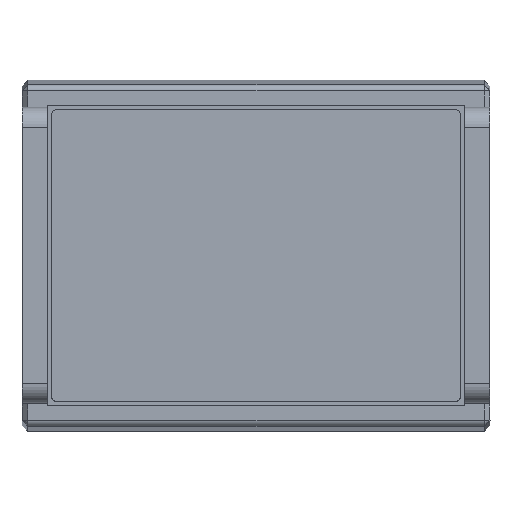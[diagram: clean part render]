
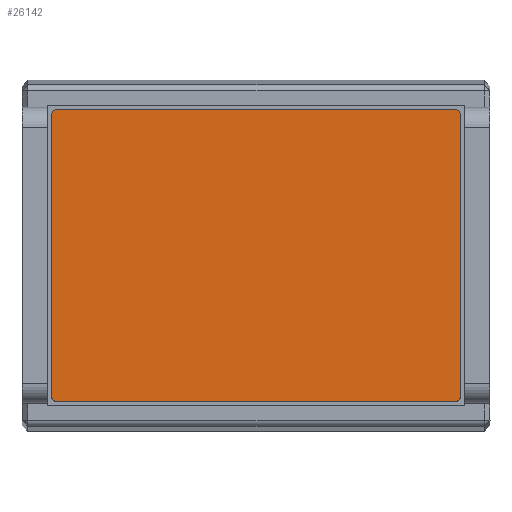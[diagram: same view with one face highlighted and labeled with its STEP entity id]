
A CAD part, top view. The second image highlights one B-rep face of the part: STEP entity #26142.
In plain terms, the highlighted planar face has unit normal (0, 0, 1).
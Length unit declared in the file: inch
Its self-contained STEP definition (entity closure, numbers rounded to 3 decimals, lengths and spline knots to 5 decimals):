
#598 = ORIENTED_EDGE ( 'NONE', *, *, #23617, .F. ) ;
#606 = CARTESIAN_POINT ( 'NONE',  ( -0.41339, -0.28346, 0.37402 ) ) ;
#818 = DIRECTION ( 'NONE',  ( -1., 0., 0. ) ) ;
#1288 = CARTESIAN_POINT ( 'NONE',  ( 0.40157, -0.28346, 0.37402 ) ) ;
#1605 = VERTEX_POINT ( 'NONE', #606 ) ;
#1732 = LINE ( 'NONE', #10125, #21039 ) ;
#2920 = LINE ( 'NONE', #11305, #23746 ) ;
#3630 = EDGE_CURVE ( 'NONE', #22816, #7555, #1732, .T. ) ;
#3794 = ORIENTED_EDGE ( 'NONE', *, *, #7552, .F. ) ;
#4571 = CARTESIAN_POINT ( 'NONE',  ( 0.41339, -0.28346, 0.37402 ) ) ;
#4946 = LINE ( 'NONE', #13196, #5334 ) ;
#5196 = CARTESIAN_POINT ( 'NONE',  ( 0.40157, -0.29528, 0.37402 ) ) ;
#5223 = LINE ( 'NONE', #17999, #25571 ) ;
#5290 = AXIS2_PLACEMENT_3D ( 'NONE', #6567, #17147, #25535 ) ;
#5334 = VECTOR ( 'NONE', #818, 39.37008 ) ;
#5551 = DIRECTION ( 'NONE',  ( -1., 0., 0. ) ) ;
#6499 = EDGE_CURVE ( 'NONE', #20419, #1605, #15452, .T. ) ;
#6567 = CARTESIAN_POINT ( 'NONE',  ( -0.40157, 0.28346, 0.37402 ) ) ;
#6707 = CARTESIAN_POINT ( 'NONE',  ( 0.41339, 0.28346, 0.37402 ) ) ;
#6969 = DIRECTION ( 'NONE',  ( 0., 0., -1. ) ) ;
#7038 = DIRECTION ( 'NONE',  ( 1., 0., 0. ) ) ;
#7271 = EDGE_CURVE ( 'NONE', #16366, #1605, #5223, .T. ) ;
#7552 = EDGE_CURVE ( 'NONE', #16366, #15310, #26345, .T. ) ;
#7555 = VERTEX_POINT ( 'NONE', #6707 ) ;
#8459 = EDGE_CURVE ( 'NONE', #20419, #26016, #2920, .T. ) ;
#9675 = DIRECTION ( 'NONE',  ( -1., 0., 0. ) ) ;
#9751 = DIRECTION ( 'NONE',  ( 0., -1., 0. ) ) ;
#10125 = CARTESIAN_POINT ( 'NONE',  ( 0.41339, 0.28346, 0.37402 ) ) ;
#11305 = CARTESIAN_POINT ( 'NONE',  ( -0.40157, -0.29528, 0.37402 ) ) ;
#11449 = AXIS2_PLACEMENT_3D ( 'NONE', #1288, #13668, #9675 ) ;
#11497 = CARTESIAN_POINT ( 'NONE',  ( -0.40157, -0.28346, 0.37402 ) ) ;
#11594 = DIRECTION ( 'NONE',  ( 0., 0., -1. ) ) ;
#11784 = CARTESIAN_POINT ( 'NONE',  ( -0.40157, 0.29528, 0.37402 ) ) ;
#11915 = DIRECTION ( 'NONE',  ( 0., 0., -1. ) ) ;
#12497 = EDGE_LOOP ( 'NONE', ( #23855, #21438, #12656, #598, #14161, #24079, #12712, #3794 ) ) ;
#12656 = ORIENTED_EDGE ( 'NONE', *, *, #8459, .T. ) ;
#12712 = ORIENTED_EDGE ( 'NONE', *, *, #25574, .T. ) ;
#12820 = EDGE_CURVE ( 'NONE', #26614, #7555, #13103, .T. ) ;
#13103 = CIRCLE ( 'NONE', #23208, 0.01181 ) ;
#13196 = CARTESIAN_POINT ( 'NONE',  ( -0.40157, 0.29528, 0.37402 ) ) ;
#13668 = DIRECTION ( 'NONE',  ( 0., 0., -1. ) ) ;
#14161 = ORIENTED_EDGE ( 'NONE', *, *, #3630, .T. ) ;
#15310 = VERTEX_POINT ( 'NONE', #11784 ) ;
#15452 = CIRCLE ( 'NONE', #24241, 0.01181 ) ;
#15910 = PLANE ( 'NONE',  #21611 ) ;
#16290 = CIRCLE ( 'NONE', #11449, 0.01181 ) ;
#16366 = VERTEX_POINT ( 'NONE', #25416 ) ;
#17147 = DIRECTION ( 'NONE',  ( 0., 0., -1. ) ) ;
#17999 = CARTESIAN_POINT ( 'NONE',  ( -0.41339, 0.28346, 0.37402 ) ) ;
#18712 = CARTESIAN_POINT ( 'NONE',  ( -0.40157, -0.29528, 0.37402 ) ) ;
#20419 = VERTEX_POINT ( 'NONE', #18712 ) ;
#21039 = VECTOR ( 'NONE', #22904, 39.37008 ) ;
#21438 = ORIENTED_EDGE ( 'NONE', *, *, #6499, .F. ) ;
#21611 = AXIS2_PLACEMENT_3D ( 'NONE', #24433, #11915, #26911 ) ;
#22816 = VERTEX_POINT ( 'NONE', #4571 ) ;
#22904 = DIRECTION ( 'NONE',  ( 0., 1., 0. ) ) ;
#23208 = AXIS2_PLACEMENT_3D ( 'NONE', #23835, #11594, #5551 ) ;
#23617 = EDGE_CURVE ( 'NONE', #22816, #26016, #16290, .T. ) ;
#23746 = VECTOR ( 'NONE', #7038, 39.37008 ) ;
#23835 = CARTESIAN_POINT ( 'NONE',  ( 0.40157, 0.28346, 0.37402 ) ) ;
#23855 = ORIENTED_EDGE ( 'NONE', *, *, #7271, .T. ) ;
#24079 = ORIENTED_EDGE ( 'NONE', *, *, #12820, .F. ) ;
#24241 = AXIS2_PLACEMENT_3D ( 'NONE', #11497, #6969, #26073 ) ;
#24433 = CARTESIAN_POINT ( 'NONE',  ( -0.40157, 0.28346, 0.37402 ) ) ;
#24709 = FACE_OUTER_BOUND ( 'NONE', #12497, .T. ) ;
#25309 = CARTESIAN_POINT ( 'NONE',  ( 0.40157, 0.29528, 0.37402 ) ) ;
#25416 = CARTESIAN_POINT ( 'NONE',  ( -0.41339, 0.28346, 0.37402 ) ) ;
#25535 = DIRECTION ( 'NONE',  ( -1., 0., 0. ) ) ;
#25571 = VECTOR ( 'NONE', #9751, 39.37008 ) ;
#25574 = EDGE_CURVE ( 'NONE', #26614, #15310, #4946, .T. ) ;
#26016 = VERTEX_POINT ( 'NONE', #5196 ) ;
#26073 = DIRECTION ( 'NONE',  ( -1., 0., 0. ) ) ;
#26142 = ADVANCED_FACE ( 'NONE', ( #24709 ), #15910, .F. ) ;
#26345 = CIRCLE ( 'NONE', #5290, 0.01181 ) ;
#26614 = VERTEX_POINT ( 'NONE', #25309 ) ;
#26911 = DIRECTION ( 'NONE',  ( -1., 0., 0. ) ) ;
